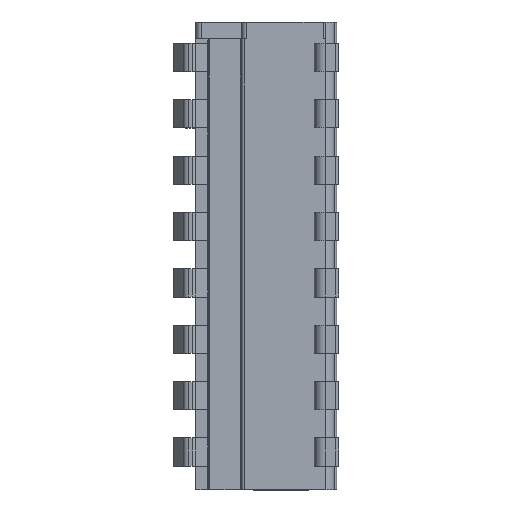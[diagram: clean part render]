
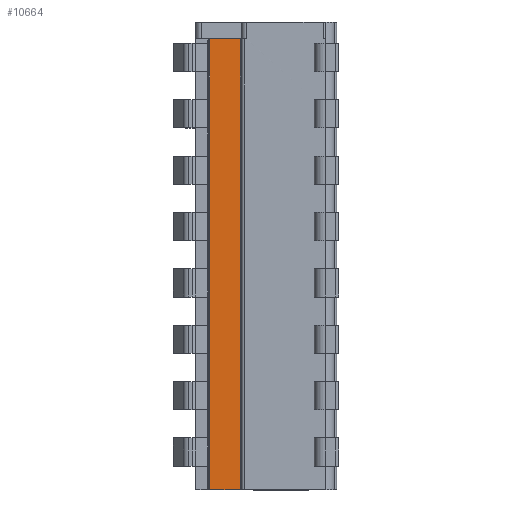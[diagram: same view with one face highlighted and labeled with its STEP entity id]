
A CAD part, top view. The second image highlights one B-rep face of the part: STEP entity #10664.
In plain terms, the highlighted planar face has unit normal (0, 0, 1).
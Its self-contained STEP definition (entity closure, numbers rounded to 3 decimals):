
#19=DIRECTION('',(1.,0.,0.));
#20=VECTOR('',#19,2.7);
#21=CARTESIAN_POINT('',(-4.12,0.,2.725));
#22=LINE('',#21,#20);
#3330=DIRECTION('',(1.,0.,0.));
#3331=VECTOR('',#3330,2.7);
#3332=CARTESIAN_POINT('',(-4.12,-40.,2.725));
#3333=LINE('',#3332,#3331);
#3504=DIRECTION('',(0.,1.,0.));
#3505=VECTOR('',#3504,40.);
#3506=CARTESIAN_POINT('',(-1.42,-40.,2.725));
#3507=LINE('',#3506,#3505);
#3508=DIRECTION('',(0.,-1.,0.));
#3509=VECTOR('',#3508,40.);
#3510=CARTESIAN_POINT('',(-4.12,0.,2.725));
#3511=LINE('',#3510,#3509);
#4794=CARTESIAN_POINT('',(-4.12,0.,2.725));
#4795=VERTEX_POINT('',#4794);
#4844=CARTESIAN_POINT('',(-4.12,-40.,2.725));
#4845=VERTEX_POINT('',#4844);
#6091=CARTESIAN_POINT('',(-1.42,-40.,2.725));
#6092=CARTESIAN_POINT('',(-1.42,0.,2.725));
#6093=VERTEX_POINT('',#6091);
#6094=VERTEX_POINT('',#6092);
#10651=CARTESIAN_POINT('',(-4.12,0.,2.725));
#10652=DIRECTION('',(0.,0.,1.));
#10653=DIRECTION('',(1.,0.,0.));
#10654=AXIS2_PLACEMENT_3D('',#10651,#10652,#10653);
#10655=PLANE('',#10654);
#10657=ORIENTED_EDGE('',*,*,#10656,.F.);
#10658=ORIENTED_EDGE('',*,*,#10596,.F.);
#10660=ORIENTED_EDGE('',*,*,#10659,.F.);
#10661=ORIENTED_EDGE('',*,*,#6236,.T.);
#10662=EDGE_LOOP('',(#10657,#10658,#10660,#10661));
#10663=FACE_OUTER_BOUND('',#10662,.F.);
#10664=ADVANCED_FACE('',(#10663),#10655,.T.);
#6236=EDGE_CURVE('',#4795,#6094,#22,.T.);
#10596=EDGE_CURVE('',#4845,#6093,#3333,.T.);
#10656=EDGE_CURVE('',#6093,#6094,#3507,.T.);
#10659=EDGE_CURVE('',#4795,#4845,#3511,.T.);
